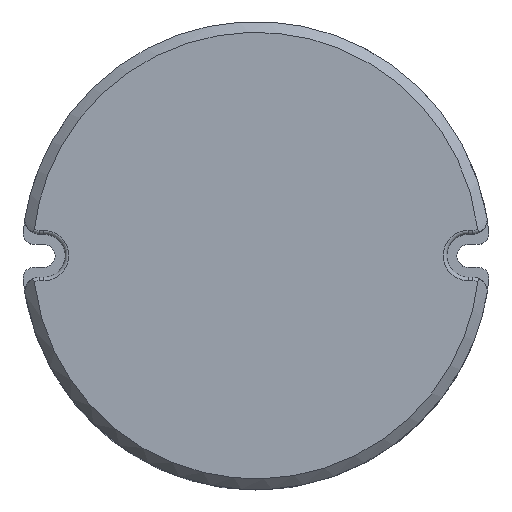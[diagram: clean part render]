
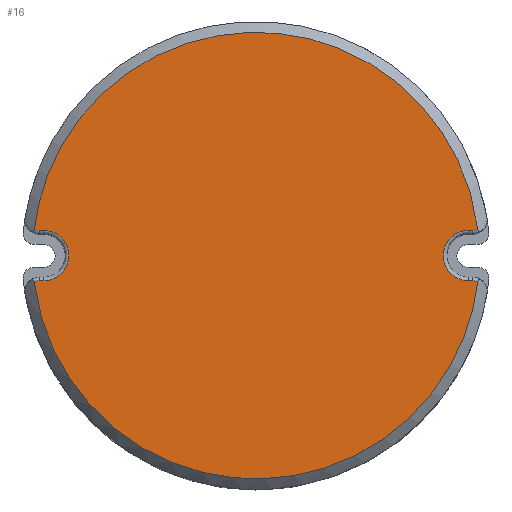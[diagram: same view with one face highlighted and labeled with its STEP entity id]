
A CAD part, top view. The second image highlights one B-rep face of the part: STEP entity #16.
In plain terms, the highlighted planar face has unit normal (0, 0, 1).
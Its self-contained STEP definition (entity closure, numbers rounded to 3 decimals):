
#16=ADVANCED_FACE('',(#54),#645,.T.);
#54=FACE_OUTER_BOUND('',#92,.T.);
#92=EDGE_LOOP('',(#146,#147,#148,#149,#150,#151,#152,#153,#154,#155,#156,
#157));
#146=ORIENTED_EDGE('',*,*,#353,.T.);
#147=ORIENTED_EDGE('',*,*,#357,.T.);
#148=ORIENTED_EDGE('',*,*,#343,.T.);
#149=ORIENTED_EDGE('',*,*,#361,.T.);
#150=ORIENTED_EDGE('',*,*,#344,.T.);
#151=ORIENTED_EDGE('',*,*,#366,.T.);
#152=ORIENTED_EDGE('',*,*,#370,.T.);
#153=ORIENTED_EDGE('',*,*,#375,.T.);
#154=ORIENTED_EDGE('',*,*,#345,.T.);
#155=ORIENTED_EDGE('',*,*,#379,.T.);
#156=ORIENTED_EDGE('',*,*,#346,.T.);
#157=ORIENTED_EDGE('',*,*,#347,.T.);
#343=EDGE_CURVE('',#568,#569,#501,.T.);
#344=EDGE_CURVE('',#570,#571,#502,.T.);
#345=EDGE_CURVE('',#574,#575,#503,.T.);
#346=EDGE_CURVE('',#576,#577,#504,.T.);
#347=EDGE_CURVE('',#577,#566,#444,.T.);
#353=EDGE_CURVE('',#566,#567,#448,.T.);
#357=EDGE_CURVE('',#567,#568,#450,.T.);
#361=EDGE_CURVE('',#569,#570,#453,.T.);
#366=EDGE_CURVE('',#571,#572,#457,.T.);
#370=EDGE_CURVE('',#572,#573,#459,.T.);
#375=EDGE_CURVE('',#573,#574,#462,.T.);
#379=EDGE_CURVE('',#575,#576,#465,.T.);
#444=(
BOUNDED_CURVE()
B_SPLINE_CURVE(2,(#1641,#1642,#1643),.UNSPECIFIED.,.F.,.F.)
B_SPLINE_CURVE_WITH_KNOTS((3,3),(-0.736,0.),.UNSPECIFIED.)
CURVE()
GEOMETRIC_REPRESENTATION_ITEM()
RATIONAL_B_SPLINE_CURVE((1.,0.971,1.))
REPRESENTATION_ITEM('')
);
#448=(
BOUNDED_CURVE()
B_SPLINE_CURVE(2,(#1673,#1674,#1675,#1676,#1677),.UNSPECIFIED.,.F.,.F.)
B_SPLINE_CURVE_WITH_KNOTS((3,2,3),(-110.092,-55.046,
0.),.UNSPECIFIED.)
CURVE()
GEOMETRIC_REPRESENTATION_ITEM()
RATIONAL_B_SPLINE_CURVE((1.,0.748,1.,0.748,1.))
REPRESENTATION_ITEM('')
);
#450=(
BOUNDED_CURVE()
B_SPLINE_CURVE(2,(#1697,#1698,#1699),.UNSPECIFIED.,.F.,.F.)
B_SPLINE_CURVE_WITH_KNOTS((3,3),(-0.736,0.),.UNSPECIFIED.)
CURVE()
GEOMETRIC_REPRESENTATION_ITEM()
RATIONAL_B_SPLINE_CURVE((1.,0.971,1.))
REPRESENTATION_ITEM('')
);
#453=(
BOUNDED_CURVE()
B_SPLINE_CURVE(2,(#1708,#1709,#1710,#1711,#1712),.UNSPECIFIED.,.F.,.F.)
B_SPLINE_CURVE_WITH_KNOTS((3,2,3),(-14.,-7.,0.),
 .UNSPECIFIED.)
CURVE()
GEOMETRIC_REPRESENTATION_ITEM()
RATIONAL_B_SPLINE_CURVE((1.,0.707,1.,0.707,1.))
REPRESENTATION_ITEM('')
);
#457=(
BOUNDED_CURVE()
B_SPLINE_CURVE(2,(#1726,#1727,#1728),.UNSPECIFIED.,.F.,.F.)
B_SPLINE_CURVE_WITH_KNOTS((3,3),(-0.736,0.),.UNSPECIFIED.)
CURVE()
GEOMETRIC_REPRESENTATION_ITEM()
RATIONAL_B_SPLINE_CURVE((1.,0.971,1.))
REPRESENTATION_ITEM('')
);
#459=(
BOUNDED_CURVE()
B_SPLINE_CURVE(2,(#1750,#1751,#1752,#1753,#1754),.UNSPECIFIED.,.F.,.F.)
B_SPLINE_CURVE_WITH_KNOTS((3,2,3),(-110.092,-55.046,
0.),.UNSPECIFIED.)
CURVE()
GEOMETRIC_REPRESENTATION_ITEM()
RATIONAL_B_SPLINE_CURVE((1.,0.748,1.,0.748,1.))
REPRESENTATION_ITEM('')
);
#462=(
BOUNDED_CURVE()
B_SPLINE_CURVE(2,(#1779,#1780,#1781),.UNSPECIFIED.,.F.,.F.)
B_SPLINE_CURVE_WITH_KNOTS((3,3),(-0.736,0.),.UNSPECIFIED.)
CURVE()
GEOMETRIC_REPRESENTATION_ITEM()
RATIONAL_B_SPLINE_CURVE((1.,0.971,1.))
REPRESENTATION_ITEM('')
);
#465=(
BOUNDED_CURVE()
B_SPLINE_CURVE(2,(#1790,#1791,#1792,#1793,#1794),.UNSPECIFIED.,.F.,.F.)
B_SPLINE_CURVE_WITH_KNOTS((3,2,3),(-14.,-7.,0.),
 .UNSPECIFIED.)
CURVE()
GEOMETRIC_REPRESENTATION_ITEM()
RATIONAL_B_SPLINE_CURVE((1.,0.707,1.,0.707,1.))
REPRESENTATION_ITEM('')
);
#501=B_SPLINE_CURVE_WITH_KNOTS('',1,(#1633,#1634),.UNSPECIFIED.,.F.,.F.,
(2,2),(0.,0.587),.UNSPECIFIED.);
#502=B_SPLINE_CURVE_WITH_KNOTS('',1,(#1635,#1636),.UNSPECIFIED.,.F.,.F.,
(2,2),(0.,0.587),.UNSPECIFIED.);
#503=B_SPLINE_CURVE_WITH_KNOTS('',1,(#1637,#1638),.UNSPECIFIED.,.F.,.F.,
(2,2),(0.,0.587),.UNSPECIFIED.);
#504=B_SPLINE_CURVE_WITH_KNOTS('',1,(#1639,#1640),.UNSPECIFIED.,.F.,.F.,
(2,2),(0.,0.587),.UNSPECIFIED.);
#566=VERTEX_POINT('',#1573);
#567=VERTEX_POINT('',#1574);
#568=VERTEX_POINT('',#1575);
#569=VERTEX_POINT('',#1576);
#570=VERTEX_POINT('',#1577);
#571=VERTEX_POINT('',#1578);
#572=VERTEX_POINT('',#1579);
#573=VERTEX_POINT('',#1580);
#574=VERTEX_POINT('',#1581);
#575=VERTEX_POINT('',#1582);
#576=VERTEX_POINT('',#1583);
#577=VERTEX_POINT('',#1584);
#645=PLANE('',#677);
#677=AXIS2_PLACEMENT_3D('',#707,#692,$);
#692=DIRECTION('',(0.,0.,1.));
#707=CARTESIAN_POINT('',(-37.054,-37.315,28.));
#1573=CARTESIAN_POINT('',(-30.782,-3.67,28.));
#1574=CARTESIAN_POINT('',(30.782,-3.67,28.));
#1575=CARTESIAN_POINT('',(30.087,-3.5,28.));
#1576=CARTESIAN_POINT('',(29.5,-3.5,28.));
#1577=CARTESIAN_POINT('',(29.5,3.5,28.));
#1578=CARTESIAN_POINT('',(30.087,3.5,28.));
#1579=CARTESIAN_POINT('',(30.782,3.67,28.));
#1580=CARTESIAN_POINT('',(-30.782,3.67,28.));
#1581=CARTESIAN_POINT('',(-30.087,3.5,28.));
#1582=CARTESIAN_POINT('',(-29.5,3.5,28.));
#1583=CARTESIAN_POINT('',(-29.5,-3.5,28.));
#1584=CARTESIAN_POINT('',(-30.087,-3.5,28.));
#1633=CARTESIAN_POINT('',(30.087,-3.5,28.));
#1634=CARTESIAN_POINT('',(29.5,-3.5,28.));
#1635=CARTESIAN_POINT('',(29.5,3.5,28.));
#1636=CARTESIAN_POINT('',(30.087,3.5,28.));
#1637=CARTESIAN_POINT('',(-30.087,3.5,28.));
#1638=CARTESIAN_POINT('',(-29.5,3.5,28.));
#1639=CARTESIAN_POINT('',(-29.5,-3.5,28.));
#1640=CARTESIAN_POINT('',(-30.087,-3.5,28.));
#1641=CARTESIAN_POINT('',(-30.087,-3.5,28.));
#1642=CARTESIAN_POINT('',(-30.456,-3.5,28.));
#1643=CARTESIAN_POINT('',(-30.782,-3.67,28.));
#1673=CARTESIAN_POINT('',(-30.782,-3.67,28.));
#1674=CARTESIAN_POINT('',(-27.523,-31.,28.));
#1675=CARTESIAN_POINT('',(0.,-31.,28.));
#1676=CARTESIAN_POINT('',(27.523,-31.,28.));
#1677=CARTESIAN_POINT('',(30.782,-3.67,28.));
#1697=CARTESIAN_POINT('',(30.782,-3.67,28.));
#1698=CARTESIAN_POINT('',(30.456,-3.5,28.));
#1699=CARTESIAN_POINT('',(30.087,-3.5,28.));
#1708=CARTESIAN_POINT('',(29.5,-3.5,28.));
#1709=CARTESIAN_POINT('',(26.,-3.5,28.));
#1710=CARTESIAN_POINT('',(26.,0.,28.));
#1711=CARTESIAN_POINT('',(26.,3.5,28.));
#1712=CARTESIAN_POINT('',(29.5,3.5,28.));
#1726=CARTESIAN_POINT('',(30.087,3.5,28.));
#1727=CARTESIAN_POINT('',(30.456,3.5,28.));
#1728=CARTESIAN_POINT('',(30.782,3.67,28.));
#1750=CARTESIAN_POINT('',(30.782,3.67,28.));
#1751=CARTESIAN_POINT('',(27.523,31.,28.));
#1752=CARTESIAN_POINT('',(0.,31.,28.));
#1753=CARTESIAN_POINT('',(-27.523,31.,28.));
#1754=CARTESIAN_POINT('',(-30.782,3.67,28.));
#1779=CARTESIAN_POINT('',(-30.782,3.67,28.));
#1780=CARTESIAN_POINT('',(-30.456,3.5,28.));
#1781=CARTESIAN_POINT('',(-30.087,3.5,28.));
#1790=CARTESIAN_POINT('',(-29.5,3.5,28.));
#1791=CARTESIAN_POINT('',(-26.,3.5,28.));
#1792=CARTESIAN_POINT('',(-26.,0.,28.));
#1793=CARTESIAN_POINT('',(-26.,-3.5,28.));
#1794=CARTESIAN_POINT('',(-29.5,-3.5,28.));
